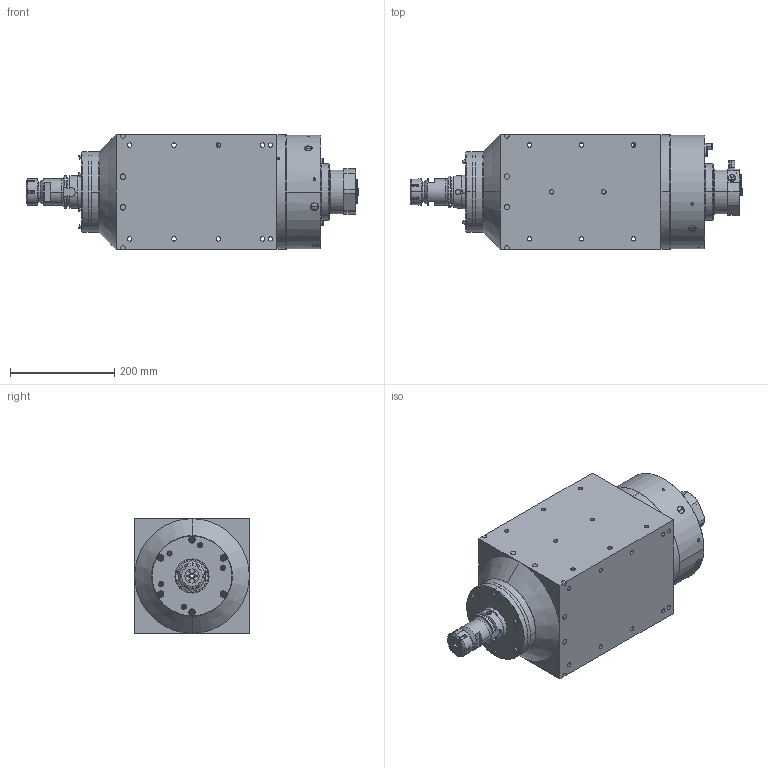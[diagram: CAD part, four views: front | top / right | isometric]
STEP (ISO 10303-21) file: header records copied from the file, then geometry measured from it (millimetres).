
FILE_DESCRIPTION (( 'STEP AP203' ), '1' );
FILE_NAME ('220A24HKP-05-.STEP', '2011-07-29T14:02:00', ( 'FM10CAD1' ), ( 'IBAG Switzerland AG' ), 'SwSTEP 2.0', 'SolidWorks 2010', '' );
FILE_SCHEMA (( 'CONFIG_CONTROL_DESIGN' ));
Length unit declared in the file: millimetre
Products named in the file (1): 220A24HKP-05-
Bounding box: 637.04 x 220 x 220 mm (x, y, z)
Surface area: 677735.3 mm2 (no closed solid volume)
Topology: 0 solids, 101 shells, 974 faces, 3201 edges, 2244 vertices
Faces by surface type: cylinder 389, plane 382, cone 93, torus 72, bspline 20, sphere 18
Entity records: 38516 total; most frequent: CARTESIAN_POINT 10444, DIRECTION 6212, ORIENTED_EDGE 5010, EDGE_CURVE 3149, AXIS2_PLACEMENT_3D 2431, VERTEX_POINT 2226, CIRCLE 1476, LINE 1350
